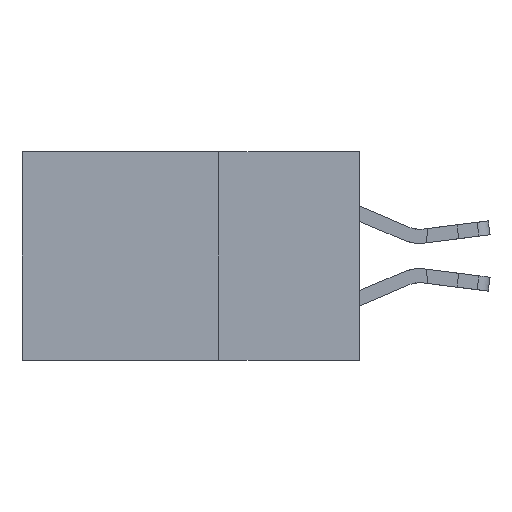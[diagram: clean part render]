
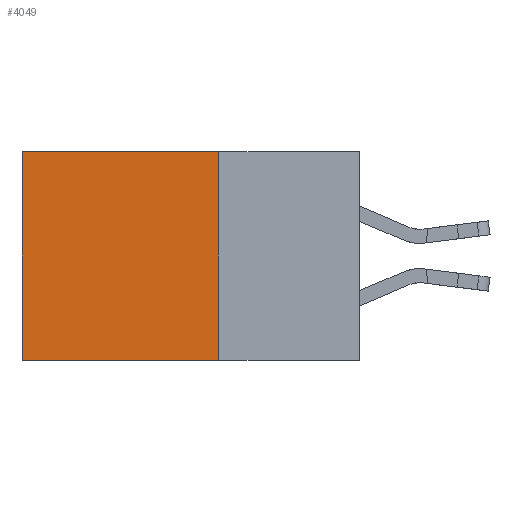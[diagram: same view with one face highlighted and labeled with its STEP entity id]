
A CAD part, left-side view. The second image highlights one B-rep face of the part: STEP entity #4049.
In plain terms, the highlighted planar face has unit normal (-1, 0, 0).
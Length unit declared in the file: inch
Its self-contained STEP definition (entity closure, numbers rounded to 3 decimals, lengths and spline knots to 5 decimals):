
#644 = LINE ( 'NONE', #4342, #18932 ) ;
#1086 = CARTESIAN_POINT ( 'NONE',  ( 0.2875, 0.6, 0. ) ) ;
#1189 = DIRECTION ( 'NONE',  ( 0., 0., -1. ) ) ;
#2529 = VECTOR ( 'NONE', #8393, 39.37008 ) ;
#2581 = VERTEX_POINT ( 'NONE', #18280 ) ;
#4049 = ADVANCED_FACE ( 'NONE', ( #9321 ), #20630, .F. ) ;
#4342 = CARTESIAN_POINT ( 'NONE',  ( 0.2875, 0.6, 0. ) ) ;
#4594 = EDGE_LOOP ( 'NONE', ( #19534, #8882, #22260, #10039 ) ) ;
#4996 = DIRECTION ( 'NONE',  ( 1., 0., 0. ) ) ;
#5073 = CARTESIAN_POINT ( 'NONE',  ( 0.2875, 0.6, -0.37 ) ) ;
#6928 = EDGE_CURVE ( 'NONE', #2581, #20981, #19114, .T. ) ;
#7490 = DIRECTION ( 'NONE',  ( 0., 1., 0. ) ) ;
#8393 = DIRECTION ( 'NONE',  ( 0., 1., 0. ) ) ;
#8618 = LINE ( 'NONE', #20923, #2529 ) ;
#8715 = VECTOR ( 'NONE', #7490, 39.37008 ) ;
#8882 = ORIENTED_EDGE ( 'NONE', *, *, #17548, .F. ) ;
#9321 = FACE_OUTER_BOUND ( 'NONE', #4594, .T. ) ;
#9698 = VECTOR ( 'NONE', #1189, 39.37008 ) ;
#10039 = ORIENTED_EDGE ( 'NONE', *, *, #15430, .T. ) ;
#10131 = EDGE_CURVE ( 'NONE', #12695, #16349, #644, .T. ) ;
#11872 = CARTESIAN_POINT ( 'NONE',  ( 0.2875, 0.25, 0. ) ) ;
#12695 = VERTEX_POINT ( 'NONE', #1086 ) ;
#12924 = CARTESIAN_POINT ( 'NONE',  ( 0.2875, 0.25, 0. ) ) ;
#15430 = EDGE_CURVE ( 'NONE', #2581, #12695, #18399, .T. ) ;
#15524 = CARTESIAN_POINT ( 'NONE',  ( 0.2875, 0.25, 0. ) ) ;
#15887 = DIRECTION ( 'NONE',  ( 0., 0., -1. ) ) ;
#16297 = AXIS2_PLACEMENT_3D ( 'NONE', #15524, #4996, #15887 ) ;
#16349 = VERTEX_POINT ( 'NONE', #5073 ) ;
#17548 = EDGE_CURVE ( 'NONE', #20981, #16349, #8618, .T. ) ;
#18280 = CARTESIAN_POINT ( 'NONE',  ( 0.2875, 0.25, 0. ) ) ;
#18399 = LINE ( 'NONE', #12924, #8715 ) ;
#18932 = VECTOR ( 'NONE', #20283, 39.37008 ) ;
#19114 = LINE ( 'NONE', #11872, #9698 ) ;
#19534 = ORIENTED_EDGE ( 'NONE', *, *, #10131, .T. ) ;
#20283 = DIRECTION ( 'NONE',  ( 0., 0., -1. ) ) ;
#20630 = PLANE ( 'NONE',  #16297 ) ;
#20923 = CARTESIAN_POINT ( 'NONE',  ( 0.2875, 0.25, -0.37 ) ) ;
#20981 = VERTEX_POINT ( 'NONE', #22666 ) ;
#22260 = ORIENTED_EDGE ( 'NONE', *, *, #6928, .F. ) ;
#22666 = CARTESIAN_POINT ( 'NONE',  ( 0.2875, 0.25, -0.37 ) ) ;
